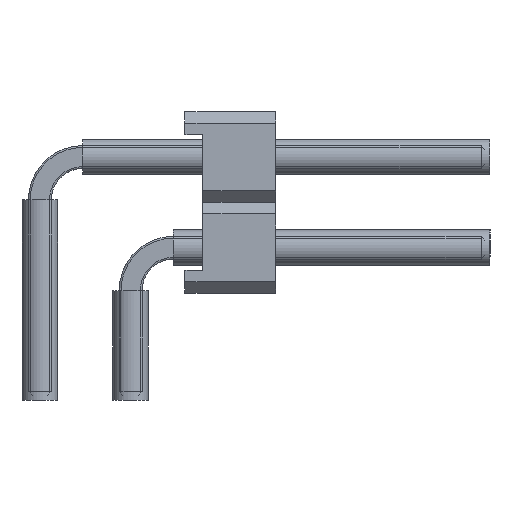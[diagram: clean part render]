
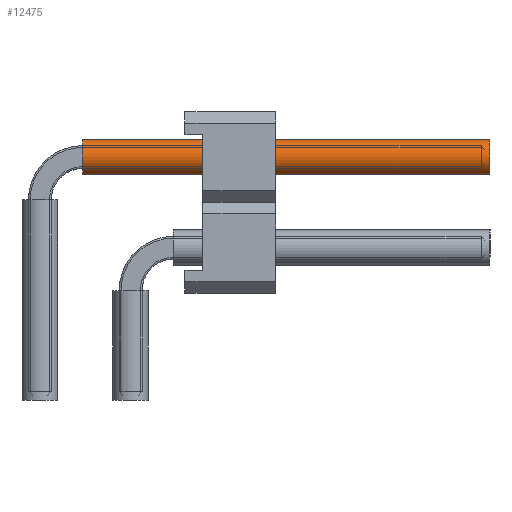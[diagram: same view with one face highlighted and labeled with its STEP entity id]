
A CAD part, left-side view. The second image highlights one B-rep face of the part: STEP entity #12475.
In plain terms, the highlighted cylindrical face has radius 0.5 mm (diameter 1 mm), a full revolution.
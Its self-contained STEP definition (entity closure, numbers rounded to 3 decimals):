
#6852=ORIENTED_EDGE('',*,*,#8632,.F.);
#6853=ORIENTED_EDGE('',*,*,#8633,.T.);
#8632=EDGE_CURVE('',#9816,#9816,#10240,.T.);
#8633=EDGE_CURVE('',#9817,#9817,#10241,.T.);
#9816=VERTEX_POINT('',#20773);
#9817=VERTEX_POINT('',#20775);
#10240=CIRCLE('',#13606,0.5);
#10241=CIRCLE('',#13607,0.5);
#10946=EDGE_LOOP('',(#6852));
#10947=EDGE_LOOP('',(#6853));
#11652=FACE_BOUND('',#10946,.T.);
#11653=FACE_BOUND('',#10947,.T.);
#11869=CYLINDRICAL_SURFACE('',#13605,0.5);
#12475=ADVANCED_FACE('',(#11652,#11653),#11869,.F.);
#13605=AXIS2_PLACEMENT_3D('',#20771,#17104,#17105);
#13606=AXIS2_PLACEMENT_3D('',#20772,#17106,#17107);
#13607=AXIS2_PLACEMENT_3D('',#20774,#17108,#17109);
#17104=DIRECTION('',(1.,0.,0.));
#17105=DIRECTION('',(0.,0.,-1.));
#17106=DIRECTION('',(-1.,0.,0.));
#17107=DIRECTION('',(0.,0.,1.));
#17108=DIRECTION('',(-1.,0.,0.));
#17109=DIRECTION('',(0.,0.,1.));
#20771=CARTESIAN_POINT('',(1.2,0.,6.81));
#20772=CARTESIAN_POINT('',(12.6,0.,6.81));
#20773=CARTESIAN_POINT('',(12.6,0.,7.31));
#20774=CARTESIAN_POINT('',(1.2,0.,6.81));
#20775=CARTESIAN_POINT('',(1.2,0.,7.31));
